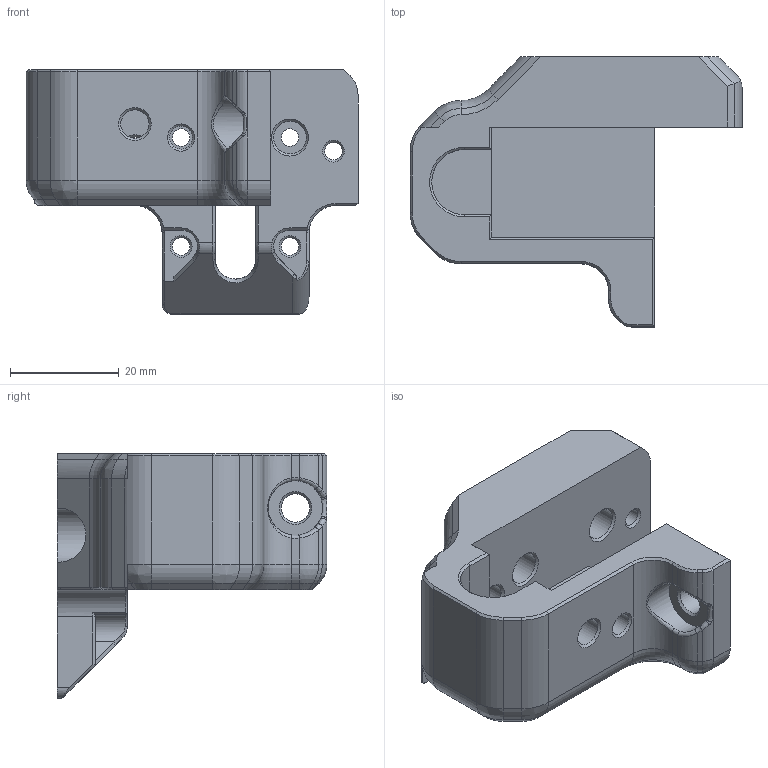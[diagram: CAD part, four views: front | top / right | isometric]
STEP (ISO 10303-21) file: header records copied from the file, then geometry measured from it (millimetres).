
FILE_DESCRIPTION(/* description */ (''),/* implementation_level */ '2;1');
FILE_NAME(/* name */ 'A-Left_Bed_Mount-T.stp',/* time_stamp */ '2020-12-31T14:00:07-08:00',/* author */ (''),/* organization */ (''),/* preprocessor_version */ 'ST-DEVELOPER v18.1',/* originating_system */ 'Autodesk Translation Framework v9.7.0.1280',/* authorisation */ '');
FILE_SCHEMA (('AUTOMOTIVE_DESIGN { 1 0 10303 214 3 1 1 }'));
Length unit declared in the file: millimetre
Products named in the file (1): rear_bed_mount_left
Bounding box: 61 x 49.6 x 45 mm (x, y, z)
Volume: 31515.4 mm3; surface area: 12874.4 mm2
Topology: 1 solids, 1 shells, 231 faces, 565 edges, 340 vertices
Faces by surface type: plane 98, cylinder 51, cone 49, bspline 28, torus 4, sphere 1
Full cylindrical faces by diameter (mm): 3.2 x6, 4.2 x1, 5.2 x5, 6 x3, 10 x1
Entity records: 7879 total; most frequent: CARTESIAN_POINT 2436, ORIENTED_EDGE 1130, DIRECTION 1123, EDGE_CURVE 565, AXIS2_PLACEMENT_3D 402, VERTEX_POINT 340, LINE 319, VECTOR 319
